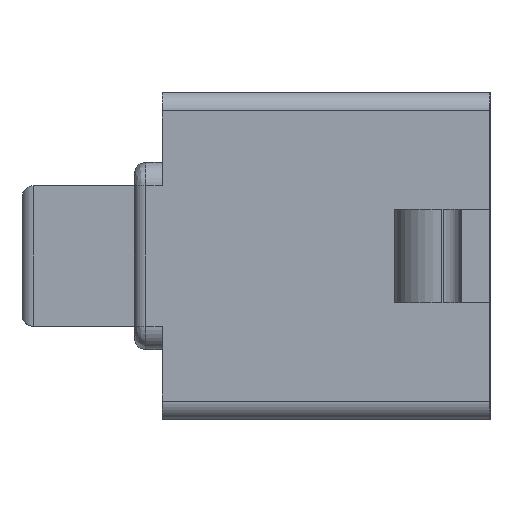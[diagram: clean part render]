
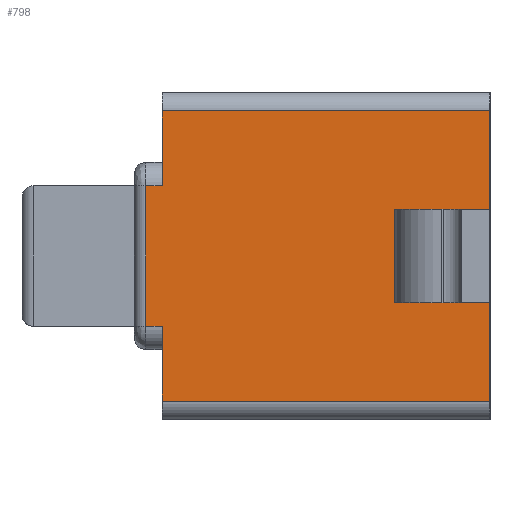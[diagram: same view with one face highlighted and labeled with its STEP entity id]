
A CAD part, left-side view. The second image highlights one B-rep face of the part: STEP entity #798.
In plain terms, the highlighted planar face has unit normal (-1, 0, 0).
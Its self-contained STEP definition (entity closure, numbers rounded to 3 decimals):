
#6 = ORIENTED_EDGE ( 'NONE', *, *, #114, .T. ) ;
#41 = FACE_BOUND ( 'NONE', #2147, .T. ) ;
#61 = DIRECTION ( 'NONE',  ( 0., 0., -1. ) ) ;
#63 = DIRECTION ( 'NONE',  ( 0., 0., -1. ) ) ;
#102 = CARTESIAN_POINT ( 'NONE',  ( 0., 1.02, 1.25 ) ) ;
#114 = EDGE_CURVE ( 'NONE', #701, #2299, #2429, .T. ) ;
#139 = ORIENTED_EDGE ( 'NONE', *, *, #2470, .T. ) ;
#149 = VECTOR ( 'NONE', #237, 1000. ) ;
#198 = CARTESIAN_POINT ( 'NONE',  ( 0., 3.5, 3.3 ) ) ;
#211 = DIRECTION ( 'NONE',  ( 0., 0., 1. ) ) ;
#237 = DIRECTION ( 'NONE',  ( 0., -1., 0. ) ) ;
#252 = VERTEX_POINT ( 'NONE', #2316 ) ;
#253 = LINE ( 'NONE', #417, #149 ) ;
#312 = AXIS2_PLACEMENT_3D ( 'NONE', #2165, #1814, #211 ) ;
#324 = VERTEX_POINT ( 'NONE', #2346 ) ;
#326 = LINE ( 'NONE', #1699, #1389 ) ;
#384 = VERTEX_POINT ( 'NONE', #1799 ) ;
#417 = CARTESIAN_POINT ( 'NONE',  ( 0., 3.35, 0.2 ) ) ;
#609 = CARTESIAN_POINT ( 'NONE',  ( 0., 3.5, 1. ) ) ;
#643 = VECTOR ( 'NONE', #912, 1000. ) ;
#647 = VERTEX_POINT ( 'NONE', #1314 ) ;
#670 = ORIENTED_EDGE ( 'NONE', *, *, #1241, .T. ) ;
#674 = LINE ( 'NONE', #1681, #2380 ) ;
#675 = LINE ( 'NONE', #1657, #2542 ) ;
#679 = CARTESIAN_POINT ( 'NONE',  ( 0., 3.5, 0. ) ) ;
#701 = VERTEX_POINT ( 'NONE', #198 ) ;
#744 = EDGE_CURVE ( 'NONE', #384, #821, #253, .T. ) ;
#769 = CARTESIAN_POINT ( 'NONE',  ( 0., 0., 0.2 ) ) ;
#785 = FACE_OUTER_BOUND ( 'NONE', #1513, .T. ) ;
#792 = ORIENTED_EDGE ( 'NONE', *, *, #1088, .T. ) ;
#798 = ADVANCED_FACE ( 'NONE', ( #41, #785 ), #1569, .T. ) ;
#817 = ORIENTED_EDGE ( 'NONE', *, *, #1776, .F. ) ;
#821 = VERTEX_POINT ( 'NONE', #769 ) ;
#842 = CARTESIAN_POINT ( 'NONE',  ( 0., 0.72, 0. ) ) ;
#884 = VECTOR ( 'NONE', #1780, 1000. ) ;
#890 = CARTESIAN_POINT ( 'NONE',  ( 0., 3.5, 2.5 ) ) ;
#912 = DIRECTION ( 'NONE',  ( 0., 0., 1. ) ) ;
#972 = DIRECTION ( 'NONE',  ( 0., 0., -1. ) ) ;
#984 = ORIENTED_EDGE ( 'NONE', *, *, #1656, .F. ) ;
#1047 = VECTOR ( 'NONE', #63, 1000. ) ;
#1088 = EDGE_CURVE ( 'NONE', #647, #252, #675, .T. ) ;
#1106 = DIRECTION ( 'NONE',  ( 0., 0., -1. ) ) ;
#1190 = EDGE_CURVE ( 'NONE', #1572, #647, #2518, .T. ) ;
#1219 = VECTOR ( 'NONE', #1106, 1000. ) ;
#1241 = EDGE_CURVE ( 'NONE', #1399, #324, #2183, .T. ) ;
#1254 = EDGE_CURVE ( 'NONE', #2077, #324, #2387, .T. ) ;
#1314 = CARTESIAN_POINT ( 'NONE',  ( 0., 1.02, 2.25 ) ) ;
#1342 = ORIENTED_EDGE ( 'NONE', *, *, #2093, .T. ) ;
#1389 = VECTOR ( 'NONE', #1673, 1000. ) ;
#1399 = VERTEX_POINT ( 'NONE', #1873 ) ;
#1433 = VERTEX_POINT ( 'NONE', #1506 ) ;
#1435 = VECTOR ( 'NONE', #2239, 1000. ) ;
#1458 = DIRECTION ( 'NONE',  ( 0., -1., 0. ) ) ;
#1506 = CARTESIAN_POINT ( 'NONE',  ( 0., 0., 3.3 ) ) ;
#1509 = ORIENTED_EDGE ( 'NONE', *, *, #2060, .T. ) ;
#1513 = EDGE_LOOP ( 'NONE', ( #2113, #139, #1825, #984, #2446, #6, #817, #670 ) ) ;
#1569 = PLANE ( 'NONE',  #312 ) ;
#1572 = VERTEX_POINT ( 'NONE', #102 ) ;
#1627 = DIRECTION ( 'NONE',  ( 0., 1., 0. ) ) ;
#1629 = VECTOR ( 'NONE', #972, 1000. ) ;
#1656 = EDGE_CURVE ( 'NONE', #1433, #821, #2098, .T. ) ;
#1657 = CARTESIAN_POINT ( 'NONE',  ( 0., 3.35, 2.25 ) ) ;
#1673 = DIRECTION ( 'NONE',  ( 0., -1., 0. ) ) ;
#1681 = CARTESIAN_POINT ( 'NONE',  ( 0., 3.35, 1.25 ) ) ;
#1699 = CARTESIAN_POINT ( 'NONE',  ( 0., 4.3, 3.3 ) ) ;
#1776 = EDGE_CURVE ( 'NONE', #1399, #2299, #1883, .T. ) ;
#1780 = DIRECTION ( 'NONE',  ( 0., 1., 0. ) ) ;
#1799 = CARTESIAN_POINT ( 'NONE',  ( 0., 3.5, 0.2 ) ) ;
#1814 = DIRECTION ( 'NONE',  ( -1., 0., 0. ) ) ;
#1825 = ORIENTED_EDGE ( 'NONE', *, *, #744, .T. ) ;
#1867 = CARTESIAN_POINT ( 'NONE',  ( 0., 3.5, 1. ) ) ;
#1873 = CARTESIAN_POINT ( 'NONE',  ( 0., 3.68, 2.5 ) ) ;
#1883 = LINE ( 'NONE', #890, #1969 ) ;
#1888 = VERTEX_POINT ( 'NONE', #2401 ) ;
#1969 = VECTOR ( 'NONE', #2028, 1000. ) ;
#2002 = CARTESIAN_POINT ( 'NONE',  ( 0., 3.5, 0. ) ) ;
#2028 = DIRECTION ( 'NONE',  ( 0., -1., 0. ) ) ;
#2060 = EDGE_CURVE ( 'NONE', #252, #1888, #2235, .T. ) ;
#2077 = VERTEX_POINT ( 'NONE', #1867 ) ;
#2093 = EDGE_CURVE ( 'NONE', #1888, #1572, #674, .T. ) ;
#2098 = LINE ( 'NONE', #2483, #1219 ) ;
#2113 = ORIENTED_EDGE ( 'NONE', *, *, #1254, .F. ) ;
#2147 = EDGE_LOOP ( 'NONE', ( #2163, #792, #1509, #1342 ) ) ;
#2163 = ORIENTED_EDGE ( 'NONE', *, *, #1190, .T. ) ;
#2165 = CARTESIAN_POINT ( 'NONE',  ( 0., 3.35, 0. ) ) ;
#2183 = LINE ( 'NONE', #2360, #1629 ) ;
#2202 = CARTESIAN_POINT ( 'NONE',  ( 0., 3.5, 2.5 ) ) ;
#2235 = LINE ( 'NONE', #842, #1047 ) ;
#2239 = DIRECTION ( 'NONE',  ( 0., 0., -1. ) ) ;
#2299 = VERTEX_POINT ( 'NONE', #2202 ) ;
#2309 = CARTESIAN_POINT ( 'NONE',  ( 0., 1.02, 0. ) ) ;
#2316 = CARTESIAN_POINT ( 'NONE',  ( 0., 0.72, 2.25 ) ) ;
#2346 = CARTESIAN_POINT ( 'NONE',  ( 0., 3.68, 1. ) ) ;
#2360 = CARTESIAN_POINT ( 'NONE',  ( 0., 3.68, 0. ) ) ;
#2380 = VECTOR ( 'NONE', #1627, 1000. ) ;
#2387 = LINE ( 'NONE', #609, #884 ) ;
#2401 = CARTESIAN_POINT ( 'NONE',  ( 0., 0.72, 1.25 ) ) ;
#2409 = EDGE_CURVE ( 'NONE', #701, #1433, #326, .T. ) ;
#2429 = LINE ( 'NONE', #2002, #2444 ) ;
#2444 = VECTOR ( 'NONE', #61, 1000. ) ;
#2446 = ORIENTED_EDGE ( 'NONE', *, *, #2409, .F. ) ;
#2470 = EDGE_CURVE ( 'NONE', #2077, #384, #2482, .T. ) ;
#2482 = LINE ( 'NONE', #679, #1435 ) ;
#2483 = CARTESIAN_POINT ( 'NONE',  ( 0., 0., 0. ) ) ;
#2518 = LINE ( 'NONE', #2309, #643 ) ;
#2542 = VECTOR ( 'NONE', #1458, 1000. ) ;
